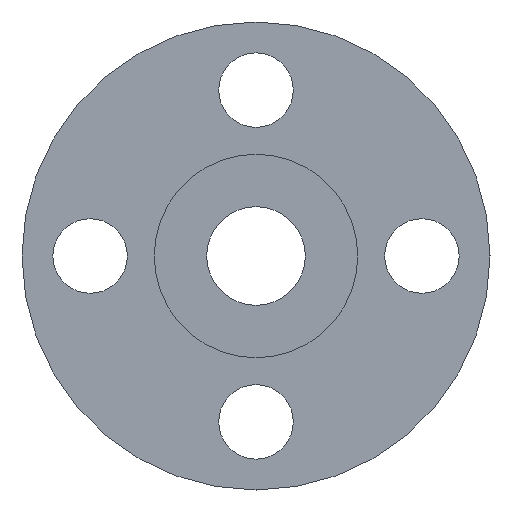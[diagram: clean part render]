
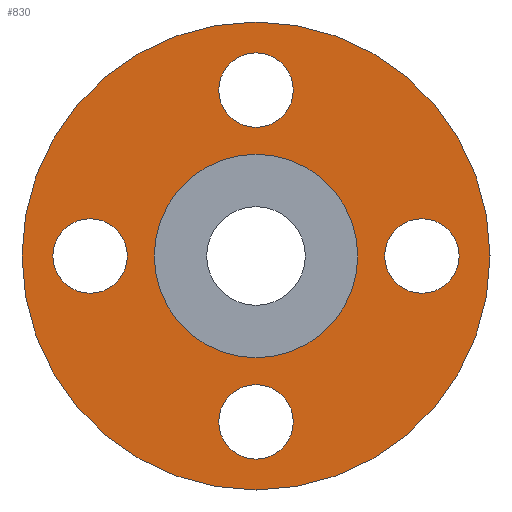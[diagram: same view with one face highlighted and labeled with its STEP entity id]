
A CAD part, front view. The second image highlights one B-rep face of the part: STEP entity #830.
In plain terms, the highlighted planar face has unit normal (0, -1, 0).
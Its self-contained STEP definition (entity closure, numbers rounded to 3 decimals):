
#8 = CARTESIAN_POINT ( 'NONE',  ( 0., 1.6, -42.8 ) ) ;
#18 = AXIS2_PLACEMENT_3D ( 'NONE', #640, #576, #215 ) ;
#22 = EDGE_LOOP ( 'NONE', ( #482, #222 ) ) ;
#32 = AXIS2_PLACEMENT_3D ( 'NONE', #185, #750, #547 ) ;
#37 = CARTESIAN_POINT ( 'NONE',  ( -34.95, 1.6, 0. ) ) ;
#38 = ORIENTED_EDGE ( 'NONE', *, *, #677, .F. ) ;
#51 = EDGE_LOOP ( 'NONE', ( #233, #275 ) ) ;
#53 = CARTESIAN_POINT ( 'NONE',  ( 0., 1.6, 21.45 ) ) ;
#76 = CIRCLE ( 'NONE', #425, 49.3 ) ;
#110 = DIRECTION ( 'NONE',  ( 0., 1., 0. ) ) ;
#118 = CARTESIAN_POINT ( 'NONE',  ( 0., 1.6, 21.45 ) ) ;
#119 = EDGE_CURVE ( 'NONE', #257, #584, #525, .T. ) ;
#123 = ORIENTED_EDGE ( 'NONE', *, *, #549, .F. ) ;
#125 = FACE_BOUND ( 'NONE', #828, .T. ) ;
#132 = VERTEX_POINT ( 'NONE', #8 ) ;
#152 = CIRCLE ( 'NONE', #500, 21.45 ) ;
#174 = DIRECTION ( 'NONE',  ( 0., 1., 0. ) ) ;
#185 = CARTESIAN_POINT ( 'NONE',  ( 34.95, 1.6, 0. ) ) ;
#211 = DIRECTION ( 'NONE',  ( 0., -1., 0. ) ) ;
#215 = DIRECTION ( 'NONE',  ( 0., 0., 1. ) ) ;
#222 = ORIENTED_EDGE ( 'NONE', *, *, #874, .F. ) ;
#225 = DIRECTION ( 'NONE',  ( 0., -1., 0. ) ) ;
#227 = VERTEX_POINT ( 'NONE', #738 ) ;
#231 = EDGE_LOOP ( 'NONE', ( #236, #833 ) ) ;
#233 = ORIENTED_EDGE ( 'NONE', *, *, #589, .F. ) ;
#236 = ORIENTED_EDGE ( 'NONE', *, *, #901, .T. ) ;
#237 = EDGE_CURVE ( 'NONE', #382, #422, #331, .T. ) ;
#246 = CARTESIAN_POINT ( 'NONE',  ( 0., 1.6, -34.95 ) ) ;
#256 = CARTESIAN_POINT ( 'NONE',  ( 0., 1.6, 0. ) ) ;
#257 = VERTEX_POINT ( 'NONE', #669 ) ;
#261 = DIRECTION ( 'NONE',  ( 0., 0., 1. ) ) ;
#266 = DIRECTION ( 'NONE',  ( -1., 0., 0. ) ) ;
#268 = DIRECTION ( 'NONE',  ( 0., -1., 0. ) ) ;
#275 = ORIENTED_EDGE ( 'NONE', *, *, #119, .F. ) ;
#288 = AXIS2_PLACEMENT_3D ( 'NONE', #477, #268, #483 ) ;
#295 = CIRCLE ( 'NONE', #806, 7.85 ) ;
#324 = VERTEX_POINT ( 'NONE', #725 ) ;
#325 = CARTESIAN_POINT ( 'NONE',  ( 27.1, 1.6, 0. ) ) ;
#330 = AXIS2_PLACEMENT_3D ( 'NONE', #492, #894, #774 ) ;
#331 = CIRCLE ( 'NONE', #647, 7.85 ) ;
#334 = FACE_BOUND ( 'NONE', #231, .T. ) ;
#349 = AXIS2_PLACEMENT_3D ( 'NONE', #705, #225, #432 ) ;
#359 = VERTEX_POINT ( 'NONE', #53 ) ;
#362 = CIRCLE ( 'NONE', #808, 7.85 ) ;
#365 = DIRECTION ( 'NONE',  ( -1., 0., 0. ) ) ;
#366 = VERTEX_POINT ( 'NONE', #897 ) ;
#382 = VERTEX_POINT ( 'NONE', #631 ) ;
#393 = CARTESIAN_POINT ( 'NONE',  ( 0., 1.6, 49.3 ) ) ;
#396 = EDGE_LOOP ( 'NONE', ( #819, #123 ) ) ;
#403 = EDGE_CURVE ( 'NONE', #751, #324, #437, .T. ) ;
#413 = ORIENTED_EDGE ( 'NONE', *, *, #604, .F. ) ;
#414 = CARTESIAN_POINT ( 'NONE',  ( 0., 1.6, 0. ) ) ;
#418 = EDGE_CURVE ( 'NONE', #422, #382, #895, .T. ) ;
#422 = VERTEX_POINT ( 'NONE', #817 ) ;
#425 = AXIS2_PLACEMENT_3D ( 'NONE', #496, #110, #491 ) ;
#432 = DIRECTION ( 'NONE',  ( 0., 0., 1. ) ) ;
#437 = CIRCLE ( 'NONE', #464, 49.3 ) ;
#464 = AXIS2_PLACEMENT_3D ( 'NONE', #256, #174, #905 ) ;
#471 = DIRECTION ( 'NONE',  ( 0., 0., -1. ) ) ;
#477 = CARTESIAN_POINT ( 'NONE',  ( 0., 1.6, 34.95 ) ) ;
#482 = ORIENTED_EDGE ( 'NONE', *, *, #490, .F. ) ;
#483 = DIRECTION ( 'NONE',  ( 0., 0., 1. ) ) ;
#485 = FACE_BOUND ( 'NONE', #51, .T. ) ;
#490 = EDGE_CURVE ( 'NONE', #818, #366, #733, .T. ) ;
#491 = DIRECTION ( 'NONE',  ( 0., 0., 1. ) ) ;
#492 = CARTESIAN_POINT ( 'NONE',  ( 34.95, 1.6, 0. ) ) ;
#496 = CARTESIAN_POINT ( 'NONE',  ( 0., 1.6, 0. ) ) ;
#500 = AXIS2_PLACEMENT_3D ( 'NONE', #414, #624, #261 ) ;
#504 = CIRCLE ( 'NONE', #18, 21.45 ) ;
#506 = EDGE_LOOP ( 'NONE', ( #607, #557 ) ) ;
#525 = CIRCLE ( 'NONE', #349, 7.85 ) ;
#540 = DIRECTION ( 'NONE',  ( 0., -1., 0. ) ) ;
#547 = DIRECTION ( 'NONE',  ( 1., 0., 0. ) ) ;
#549 = EDGE_CURVE ( 'NONE', #324, #751, #76, .T. ) ;
#551 = CARTESIAN_POINT ( 'NONE',  ( 0., 1.6, 27.1 ) ) ;
#554 = VERTEX_POINT ( 'NONE', #694 ) ;
#557 = ORIENTED_EDGE ( 'NONE', *, *, #237, .F. ) ;
#559 = FACE_OUTER_BOUND ( 'NONE', #396, .T. ) ;
#569 = FACE_BOUND ( 'NONE', #506, .T. ) ;
#571 = DIRECTION ( 'NONE',  ( 0., -1., 0. ) ) ;
#576 = DIRECTION ( 'NONE',  ( 0., 1., 0. ) ) ;
#584 = VERTEX_POINT ( 'NONE', #551 ) ;
#589 = EDGE_CURVE ( 'NONE', #584, #257, #656, .T. ) ;
#604 = EDGE_CURVE ( 'NONE', #554, #132, #362, .T. ) ;
#606 = DIRECTION ( 'NONE',  ( 0., -1., 0. ) ) ;
#607 = ORIENTED_EDGE ( 'NONE', *, *, #418, .F. ) ;
#624 = DIRECTION ( 'NONE',  ( 0., 1., 0. ) ) ;
#631 = CARTESIAN_POINT ( 'NONE',  ( -42.8, 1.6, 0. ) ) ;
#640 = CARTESIAN_POINT ( 'NONE',  ( 0., 1.6, 0. ) ) ;
#642 = EDGE_CURVE ( 'NONE', #227, #359, #504, .T. ) ;
#647 = AXIS2_PLACEMENT_3D ( 'NONE', #37, #606, #365 ) ;
#654 = AXIS2_PLACEMENT_3D ( 'NONE', #118, #211, #471 ) ;
#656 = CIRCLE ( 'NONE', #288, 7.85 ) ;
#667 = CARTESIAN_POINT ( 'NONE',  ( 0., 1.6, -34.95 ) ) ;
#669 = CARTESIAN_POINT ( 'NONE',  ( 0., 1.6, 42.8 ) ) ;
#677 = EDGE_CURVE ( 'NONE', #132, #554, #295, .T. ) ;
#678 = CARTESIAN_POINT ( 'NONE',  ( -34.95, 1.6, 0. ) ) ;
#683 = DIRECTION ( 'NONE',  ( 0., -1., 0. ) ) ;
#694 = CARTESIAN_POINT ( 'NONE',  ( 0., 1.6, -27.1 ) ) ;
#705 = CARTESIAN_POINT ( 'NONE',  ( 0., 1.6, 34.95 ) ) ;
#725 = CARTESIAN_POINT ( 'NONE',  ( 0., 1.6, -49.3 ) ) ;
#733 = CIRCLE ( 'NONE', #32, 7.85 ) ;
#738 = CARTESIAN_POINT ( 'NONE',  ( 0., 1.6, -21.45 ) ) ;
#749 = AXIS2_PLACEMENT_3D ( 'NONE', #678, #683, #266 ) ;
#750 = DIRECTION ( 'NONE',  ( 0., -1., 0. ) ) ;
#751 = VERTEX_POINT ( 'NONE', #393 ) ;
#774 = DIRECTION ( 'NONE',  ( 1., 0., 0. ) ) ;
#806 = AXIS2_PLACEMENT_3D ( 'NONE', #667, #540, #885 ) ;
#808 = AXIS2_PLACEMENT_3D ( 'NONE', #246, #571, #845 ) ;
#817 = CARTESIAN_POINT ( 'NONE',  ( -27.1, 1.6, 0. ) ) ;
#818 = VERTEX_POINT ( 'NONE', #325 ) ;
#819 = ORIENTED_EDGE ( 'NONE', *, *, #403, .F. ) ;
#828 = EDGE_LOOP ( 'NONE', ( #413, #38 ) ) ;
#830 = ADVANCED_FACE ( 'NONE', ( #569, #485, #904, #125, #334, #559 ), #841, .T. ) ;
#833 = ORIENTED_EDGE ( 'NONE', *, *, #642, .T. ) ;
#841 = PLANE ( 'NONE',  #654 ) ;
#845 = DIRECTION ( 'NONE',  ( 0., 0., -1. ) ) ;
#854 = CIRCLE ( 'NONE', #330, 7.85 ) ;
#874 = EDGE_CURVE ( 'NONE', #366, #818, #854, .T. ) ;
#885 = DIRECTION ( 'NONE',  ( 0., 0., -1. ) ) ;
#894 = DIRECTION ( 'NONE',  ( 0., -1., 0. ) ) ;
#895 = CIRCLE ( 'NONE', #749, 7.85 ) ;
#897 = CARTESIAN_POINT ( 'NONE',  ( 42.8, 1.6, 0. ) ) ;
#901 = EDGE_CURVE ( 'NONE', #359, #227, #152, .T. ) ;
#904 = FACE_BOUND ( 'NONE', #22, .T. ) ;
#905 = DIRECTION ( 'NONE',  ( 0., 0., 1. ) ) ;
